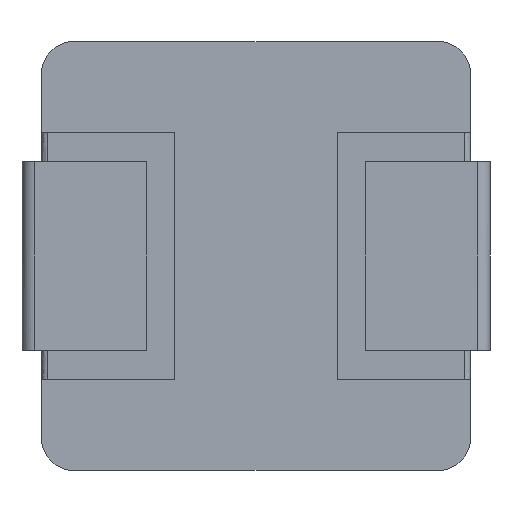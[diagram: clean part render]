
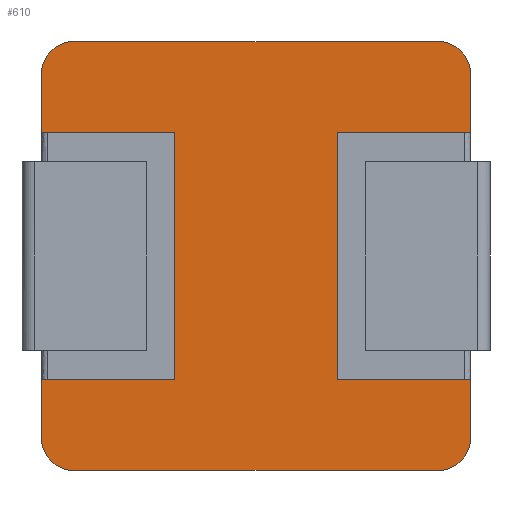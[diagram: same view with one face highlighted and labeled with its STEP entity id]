
A CAD part, front view. The second image highlights one B-rep face of the part: STEP entity #610.
In plain terms, the highlighted free-form (B-spline) face has degree [1, 1] with [2, 2] control points.
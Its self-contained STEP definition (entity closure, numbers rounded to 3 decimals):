
#431 = VERTEX_POINT('',#432);
#432 = CARTESIAN_POINT('',(3.629,0.,2.089));
#445 = VERTEX_POINT('',#446);
#446 = CARTESIAN_POINT('',(3.629,0.,-2.089));
#451 = EDGE_CURVE('',#445,#452,#454,.T.);
#452 = VERTEX_POINT('',#453);
#453 = CARTESIAN_POINT('',(3.629,0.,-3.079));
#454 = B_SPLINE_CURVE_WITH_KNOTS('',1,(#455,#456),.UNSPECIFIED.,.F.,.F.,
  (2,2),(-0.9,-0.),.PIECEWISE_BEZIER_KNOTS.);
#455 = CARTESIAN_POINT('',(3.629,0.,-2.089));
#456 = CARTESIAN_POINT('',(3.629,0.,-3.079));
#465 = VERTEX_POINT('',#466);
#466 = CARTESIAN_POINT('',(3.629,0.,3.079));
#471 = EDGE_CURVE('',#465,#431,#472,.T.);
#472 = B_SPLINE_CURVE_WITH_KNOTS('',1,(#473,#474),.UNSPECIFIED.,.F.,.F.,
  (2,2),(-5.6,-4.7),.PIECEWISE_BEZIER_KNOTS.);
#473 = CARTESIAN_POINT('',(3.629,0.,3.079));
#474 = CARTESIAN_POINT('',(3.629,0.,2.089));
#610 = ADVANCED_FACE('',(#611),#713,.F.);
#611 = FACE_BOUND('',#612,.T.);
#612 = EDGE_LOOP('',(#613,#622,#629,#636,#644,#651,#657,#658,#665,#672,
    #677,#678,#686,#693,#701,#708));
#613 = ORIENTED_EDGE('',*,*,#614,.F.);
#614 = EDGE_CURVE('',#615,#617,#619,.T.);
#615 = VERTEX_POINT('',#616);
#616 = CARTESIAN_POINT('',(-1.375,0.,-2.089));
#617 = VERTEX_POINT('',#618);
#618 = CARTESIAN_POINT('',(-1.375,0.,2.089));
#619 = B_SPLINE_CURVE_WITH_KNOTS('',1,(#620,#621),.UNSPECIFIED.,.F.,.F.,
  (2,2),(-1.9,1.9),.PIECEWISE_BEZIER_KNOTS.);
#620 = CARTESIAN_POINT('',(-1.375,0.,-2.089));
#621 = CARTESIAN_POINT('',(-1.375,0.,2.089));
#622 = ORIENTED_EDGE('',*,*,#623,.F.);
#623 = EDGE_CURVE('',#624,#615,#626,.T.);
#624 = VERTEX_POINT('',#625);
#625 = CARTESIAN_POINT('',(-3.629,0.,-2.089));
#626 = B_SPLINE_CURVE_WITH_KNOTS('',1,(#627,#628),.UNSPECIFIED.,.F.,.F.,
  (2,2),(-3.3,-1.25),.PIECEWISE_BEZIER_KNOTS.);
#627 = CARTESIAN_POINT('',(-3.629,0.,-2.089));
#628 = CARTESIAN_POINT('',(-1.375,0.,-2.089));
#629 = ORIENTED_EDGE('',*,*,#630,.F.);
#630 = EDGE_CURVE('',#631,#624,#633,.T.);
#631 = VERTEX_POINT('',#632);
#632 = CARTESIAN_POINT('',(-3.629,0.,-3.079));
#633 = B_SPLINE_CURVE_WITH_KNOTS('',1,(#634,#635),.UNSPECIFIED.,.F.,.F.,
  (2,2),(0.,0.9),.PIECEWISE_BEZIER_KNOTS.);
#634 = CARTESIAN_POINT('',(-3.629,0.,-3.079));
#635 = CARTESIAN_POINT('',(-3.629,0.,-2.089));
#636 = ORIENTED_EDGE('',*,*,#637,.F.);
#637 = EDGE_CURVE('',#638,#631,#640,.T.);
#638 = VERTEX_POINT('',#639);
#639 = CARTESIAN_POINT('',(-3.079,0.,-3.629));
#640 = ( BOUNDED_CURVE() B_SPLINE_CURVE(2,(#641,#642,#643),
.UNSPECIFIED.,.F.,.F.) B_SPLINE_CURVE_WITH_KNOTS((3,3),(0.,
1.571),.PIECEWISE_BEZIER_KNOTS.) CURVE() 
GEOMETRIC_REPRESENTATION_ITEM() RATIONAL_B_SPLINE_CURVE((1.,
0.707,1.)) REPRESENTATION_ITEM('') );
#641 = CARTESIAN_POINT('',(-3.079,0.,-3.629));
#642 = CARTESIAN_POINT('',(-3.629,0.,-3.629));
#643 = CARTESIAN_POINT('',(-3.629,0.,-3.079));
#644 = ORIENTED_EDGE('',*,*,#645,.F.);
#645 = EDGE_CURVE('',#646,#638,#648,.T.);
#646 = VERTEX_POINT('',#647);
#647 = CARTESIAN_POINT('',(3.079,0.,-3.629));
#648 = B_SPLINE_CURVE_WITH_KNOTS('',1,(#649,#650),.UNSPECIFIED.,.F.,.F.,
  (2,2),(-5.6,0.),.PIECEWISE_BEZIER_KNOTS.);
#649 = CARTESIAN_POINT('',(3.079,0.,-3.629));
#650 = CARTESIAN_POINT('',(-3.079,0.,-3.629));
#651 = ORIENTED_EDGE('',*,*,#652,.F.);
#652 = EDGE_CURVE('',#452,#646,#653,.T.);
#653 = ( BOUNDED_CURVE() B_SPLINE_CURVE(2,(#654,#655,#656),
.UNSPECIFIED.,.F.,.F.) B_SPLINE_CURVE_WITH_KNOTS((3,3),(1.571,
3.142),.PIECEWISE_BEZIER_KNOTS.) CURVE() 
GEOMETRIC_REPRESENTATION_ITEM() RATIONAL_B_SPLINE_CURVE((1.,
0.707,1.)) REPRESENTATION_ITEM('') );
#654 = CARTESIAN_POINT('',(3.629,0.,-3.079));
#655 = CARTESIAN_POINT('',(3.629,0.,-3.629));
#656 = CARTESIAN_POINT('',(3.079,0.,-3.629));
#657 = ORIENTED_EDGE('',*,*,#451,.F.);
#658 = ORIENTED_EDGE('',*,*,#659,.T.);
#659 = EDGE_CURVE('',#445,#660,#662,.T.);
#660 = VERTEX_POINT('',#661);
#661 = CARTESIAN_POINT('',(1.375,0.,-2.089));
#662 = B_SPLINE_CURVE_WITH_KNOTS('',1,(#663,#664),.UNSPECIFIED.,.F.,.F.,
  (2,2),(-3.3,-1.25),.PIECEWISE_BEZIER_KNOTS.);
#663 = CARTESIAN_POINT('',(3.629,0.,-2.089));
#664 = CARTESIAN_POINT('',(1.375,0.,-2.089));
#665 = ORIENTED_EDGE('',*,*,#666,.T.);
#666 = EDGE_CURVE('',#660,#667,#669,.T.);
#667 = VERTEX_POINT('',#668);
#668 = CARTESIAN_POINT('',(1.375,0.,2.089));
#669 = B_SPLINE_CURVE_WITH_KNOTS('',1,(#670,#671),.UNSPECIFIED.,.F.,.F.,
  (2,2),(-1.9,1.9),.PIECEWISE_BEZIER_KNOTS.);
#670 = CARTESIAN_POINT('',(1.375,0.,-2.089));
#671 = CARTESIAN_POINT('',(1.375,0.,2.089));
#672 = ORIENTED_EDGE('',*,*,#673,.F.);
#673 = EDGE_CURVE('',#431,#667,#674,.T.);
#674 = B_SPLINE_CURVE_WITH_KNOTS('',1,(#675,#676),.UNSPECIFIED.,.F.,.F.,
  (2,2),(-3.3,-1.25),.PIECEWISE_BEZIER_KNOTS.);
#675 = CARTESIAN_POINT('',(3.629,0.,2.089));
#676 = CARTESIAN_POINT('',(1.375,0.,2.089));
#677 = ORIENTED_EDGE('',*,*,#471,.F.);
#678 = ORIENTED_EDGE('',*,*,#679,.F.);
#679 = EDGE_CURVE('',#680,#465,#682,.T.);
#680 = VERTEX_POINT('',#681);
#681 = CARTESIAN_POINT('',(3.079,0.,3.629));
#682 = ( BOUNDED_CURVE() B_SPLINE_CURVE(2,(#683,#684,#685),
.UNSPECIFIED.,.F.,.F.) B_SPLINE_CURVE_WITH_KNOTS((3,3),(0.,
1.571),.PIECEWISE_BEZIER_KNOTS.) CURVE() 
GEOMETRIC_REPRESENTATION_ITEM() RATIONAL_B_SPLINE_CURVE((1.,
0.707,1.)) REPRESENTATION_ITEM('') );
#683 = CARTESIAN_POINT('',(3.079,0.,3.629));
#684 = CARTESIAN_POINT('',(3.629,0.,3.629));
#685 = CARTESIAN_POINT('',(3.629,0.,3.079));
#686 = ORIENTED_EDGE('',*,*,#687,.F.);
#687 = EDGE_CURVE('',#688,#680,#690,.T.);
#688 = VERTEX_POINT('',#689);
#689 = CARTESIAN_POINT('',(-3.079,0.,3.629));
#690 = B_SPLINE_CURVE_WITH_KNOTS('',1,(#691,#692),.UNSPECIFIED.,.F.,.F.,
  (2,2),(0.,5.6),.PIECEWISE_BEZIER_KNOTS.);
#691 = CARTESIAN_POINT('',(-3.079,0.,3.629));
#692 = CARTESIAN_POINT('',(3.079,0.,3.629));
#693 = ORIENTED_EDGE('',*,*,#694,.F.);
#694 = EDGE_CURVE('',#695,#688,#697,.T.);
#695 = VERTEX_POINT('',#696);
#696 = CARTESIAN_POINT('',(-3.629,0.,3.079));
#697 = ( BOUNDED_CURVE() B_SPLINE_CURVE(2,(#698,#699,#700),
.UNSPECIFIED.,.F.,.F.) B_SPLINE_CURVE_WITH_KNOTS((3,3),(4.712,
6.283),.PIECEWISE_BEZIER_KNOTS.) CURVE() 
GEOMETRIC_REPRESENTATION_ITEM() RATIONAL_B_SPLINE_CURVE((1.,
0.707,1.)) REPRESENTATION_ITEM('') );
#698 = CARTESIAN_POINT('',(-3.629,0.,3.079));
#699 = CARTESIAN_POINT('',(-3.629,0.,3.629));
#700 = CARTESIAN_POINT('',(-3.079,0.,3.629));
#701 = ORIENTED_EDGE('',*,*,#702,.F.);
#702 = EDGE_CURVE('',#703,#695,#705,.T.);
#703 = VERTEX_POINT('',#704);
#704 = CARTESIAN_POINT('',(-3.629,0.,2.089));
#705 = B_SPLINE_CURVE_WITH_KNOTS('',1,(#706,#707),.UNSPECIFIED.,.F.,.F.,
  (2,2),(4.7,5.6),.PIECEWISE_BEZIER_KNOTS.);
#706 = CARTESIAN_POINT('',(-3.629,0.,2.089));
#707 = CARTESIAN_POINT('',(-3.629,0.,3.079));
#708 = ORIENTED_EDGE('',*,*,#709,.T.);
#709 = EDGE_CURVE('',#703,#617,#710,.T.);
#710 = B_SPLINE_CURVE_WITH_KNOTS('',1,(#711,#712),.UNSPECIFIED.,.F.,.F.,
  (2,2),(-3.3,-1.25),.PIECEWISE_BEZIER_KNOTS.);
#711 = CARTESIAN_POINT('',(-3.629,0.,2.089));
#712 = CARTESIAN_POINT('',(-1.375,0.,2.089));
#713 = B_SPLINE_SURFACE_WITH_KNOTS('',1,1,(
    (#714,#715)
    ,(#716,#717
    )),.UNSPECIFIED.,.F.,.F.,.F.,(2,2),(2,2),(-6.1,0.5),(-0.5,6.1),
  .PIECEWISE_BEZIER_KNOTS.);
#714 = CARTESIAN_POINT('',(-3.629,0.,-3.629));
#715 = CARTESIAN_POINT('',(3.629,0.,-3.629));
#716 = CARTESIAN_POINT('',(-3.629,0.,3.629));
#717 = CARTESIAN_POINT('',(3.629,0.,3.629));
